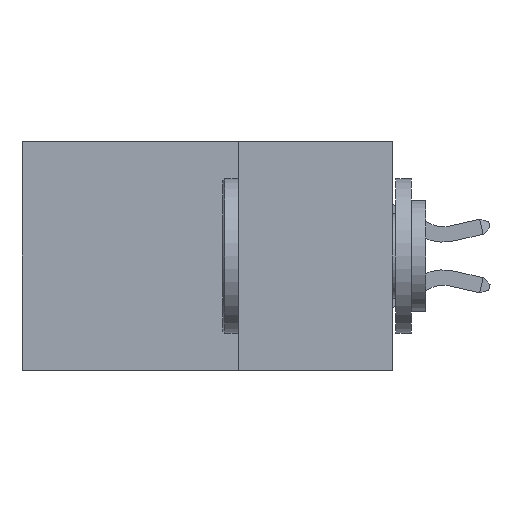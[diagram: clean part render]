
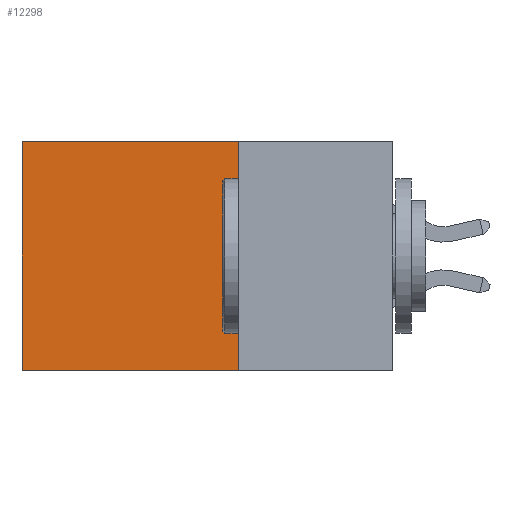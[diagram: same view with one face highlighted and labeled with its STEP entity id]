
A CAD part, left-side view. The second image highlights one B-rep face of the part: STEP entity #12298.
In plain terms, the highlighted planar face has unit normal (-1, 0, 0).
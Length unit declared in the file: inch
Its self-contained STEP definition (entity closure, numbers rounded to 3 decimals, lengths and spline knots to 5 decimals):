
#719 = LINE ( 'NONE', #29434, #11661 ) ;
#2007 = EDGE_CURVE ( 'NONE', #31724, #42811, #39447, .T. ) ;
#3056 = CARTESIAN_POINT ( 'NONE',  ( 0.2875, 0.6, 0. ) ) ;
#5803 = EDGE_CURVE ( 'NONE', #31724, #7611, #719, .T. ) ;
#7611 = VERTEX_POINT ( 'NONE', #3056 ) ;
#8481 = ORIENTED_EDGE ( 'NONE', *, *, #15139, .F. ) ;
#9589 = CARTESIAN_POINT ( 'NONE',  ( 0.2875, 0.6, 0. ) ) ;
#11367 = LINE ( 'NONE', #9589, #26392 ) ;
#11661 = VECTOR ( 'NONE', #13074, 39.37008 ) ;
#11946 = PLANE ( 'NONE',  #32196 ) ;
#12298 = ADVANCED_FACE ( 'NONE', ( #15080 ), #11946, .F. ) ;
#13074 = DIRECTION ( 'NONE',  ( 0., 1., 0. ) ) ;
#13898 = CARTESIAN_POINT ( 'NONE',  ( 0.2875, 0.25, 0. ) ) ;
#14594 = CARTESIAN_POINT ( 'NONE',  ( 0.2875, 0.25, 0. ) ) ;
#15080 = FACE_OUTER_BOUND ( 'NONE', #18503, .T. ) ;
#15139 = EDGE_CURVE ( 'NONE', #42811, #27613, #18982, .T. ) ;
#18503 = EDGE_LOOP ( 'NONE', ( #34335, #8481, #38970, #31820 ) ) ;
#18982 = LINE ( 'NONE', #23998, #31956 ) ;
#21655 = DIRECTION ( 'NONE',  ( 0., 0., -1. ) ) ;
#23718 = CARTESIAN_POINT ( 'NONE',  ( 0.2875, 0.25, -0.37 ) ) ;
#23998 = CARTESIAN_POINT ( 'NONE',  ( 0.2875, 0.25, -0.37 ) ) ;
#26392 = VECTOR ( 'NONE', #29421, 39.37008 ) ;
#26987 = VECTOR ( 'NONE', #40411, 39.37008 ) ;
#27613 = VERTEX_POINT ( 'NONE', #31176 ) ;
#28023 = DIRECTION ( 'NONE',  ( 1., 0., 0. ) ) ;
#29421 = DIRECTION ( 'NONE',  ( 0., 0., -1. ) ) ;
#29434 = CARTESIAN_POINT ( 'NONE',  ( 0.2875, 0.25, 0. ) ) ;
#30865 = CARTESIAN_POINT ( 'NONE',  ( 0.2875, 0.25, 0. ) ) ;
#31176 = CARTESIAN_POINT ( 'NONE',  ( 0.2875, 0.6, -0.37 ) ) ;
#31724 = VERTEX_POINT ( 'NONE', #13898 ) ;
#31820 = ORIENTED_EDGE ( 'NONE', *, *, #5803, .T. ) ;
#31956 = VECTOR ( 'NONE', #41081, 39.37008 ) ;
#32196 = AXIS2_PLACEMENT_3D ( 'NONE', #14594, #28023, #21655 ) ;
#34335 = ORIENTED_EDGE ( 'NONE', *, *, #34552, .T. ) ;
#34552 = EDGE_CURVE ( 'NONE', #7611, #27613, #11367, .T. ) ;
#38970 = ORIENTED_EDGE ( 'NONE', *, *, #2007, .F. ) ;
#39447 = LINE ( 'NONE', #30865, #26987 ) ;
#40411 = DIRECTION ( 'NONE',  ( 0., 0., -1. ) ) ;
#41081 = DIRECTION ( 'NONE',  ( 0., 1., 0. ) ) ;
#42811 = VERTEX_POINT ( 'NONE', #23718 ) ;
